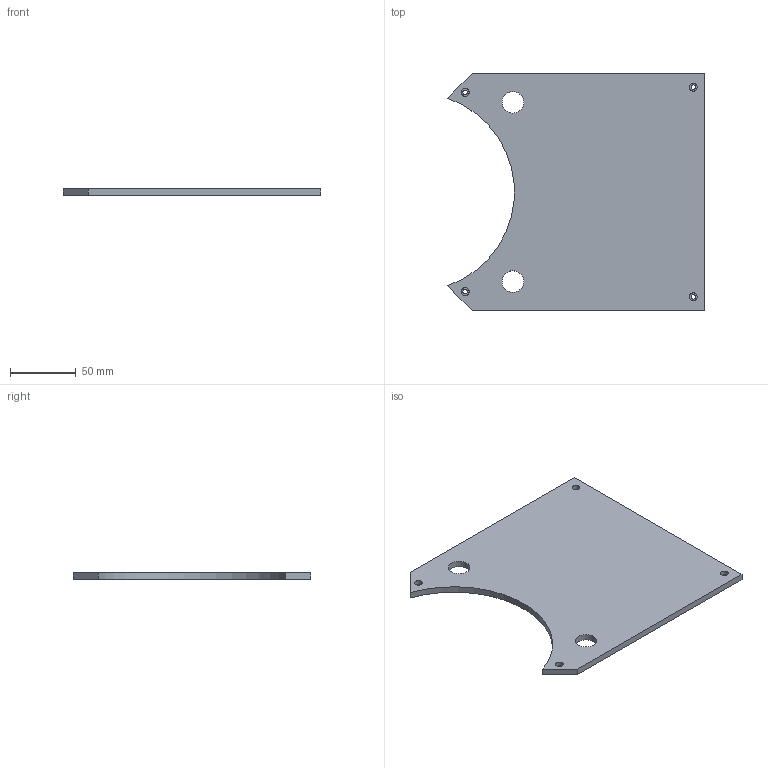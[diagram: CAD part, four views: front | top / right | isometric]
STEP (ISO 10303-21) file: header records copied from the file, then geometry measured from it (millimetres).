
FILE_DESCRIPTION(('FreeCAD Model'),'2;1');
FILE_NAME('BaseBoxCover.step', '2018-01-15T19:37:27',('Author'),(''), 'Open CASCADE STEP processor 6.8','FreeCAD','Unknown');
FILE_SCHEMA(('AUTOMOTIVE_DESIGN_CC2 { 1 2 10303 214 -1 1 5 4 }'));
Length unit declared in the file: millimetre
Products named in the file (1): BaseBoxCover
Bounding box: 195 x 180 x 5 mm (x, y, z)
Volume: 144777.2 mm3; surface area: 62712.8 mm2
Topology: 1 solids, 1 shells, 22 faces, 48 edges, 32 vertices
Faces by surface type: plane 11, cylinder 11
Full cylindrical faces by diameter (mm): 3.4 x4, 5.9 x4, 16.4 x2
Entity records: 1310 total; most frequent: CARTESIAN_POINT 253, DIRECTION 203, LINE 100, VECTOR 100, ORIENTED_EDGE 96, PCURVE 96, DEFINITIONAL_REPRESENTATION 96, EDGE_CURVE 48
